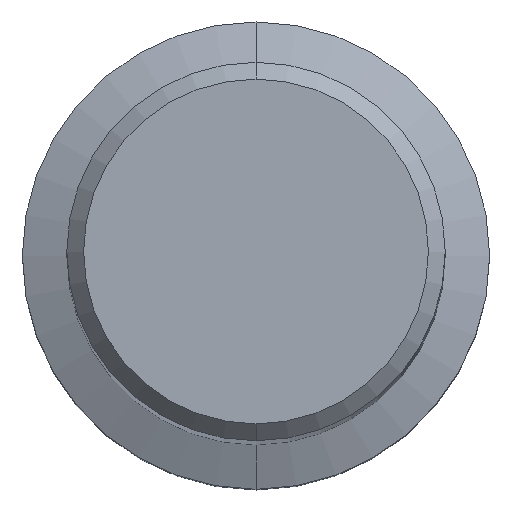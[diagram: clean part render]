
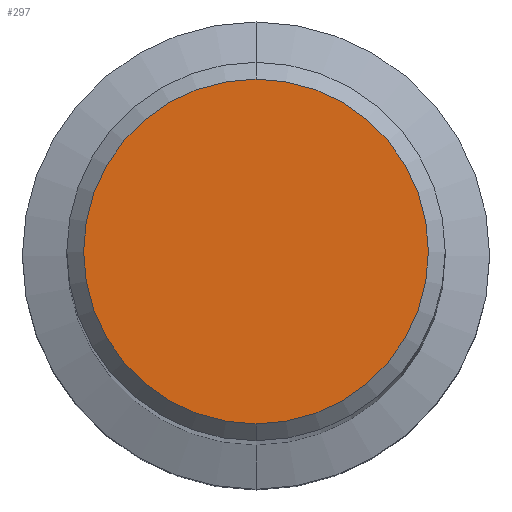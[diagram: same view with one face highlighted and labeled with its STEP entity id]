
A CAD part, top view. The second image highlights one B-rep face of the part: STEP entity #297.
In plain terms, the highlighted planar face has unit normal (0, 0, 1).
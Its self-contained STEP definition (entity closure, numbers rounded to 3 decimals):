
#297=ADVANCED_FACE('',(#664),#665,.T.);
#399=VERTEX_POINT('',#771);
#413=EDGE_CURVE('',#399,#439,#785,.T.);
#439=VERTEX_POINT('',#813);
#511=EDGE_CURVE('',#439,#399,#899,.T.);
#664=FACE_OUTER_BOUND('',#1159,.T.);
#665=PLANE('',#1160);
#771=CARTESIAN_POINT('',(0.,-8.2,0.0));
#785=CIRCLE('',#1423,8.2);
#813=CARTESIAN_POINT('',(0.0,8.2,0.0));
#899=CIRCLE('',#1666,8.2);
#1159=EDGE_LOOP('',(#1858,#1859));
#1160=AXIS2_PLACEMENT_3D('',#1860,#1861,#1862);
#1423=AXIS2_PLACEMENT_3D('',#1947,#1948,#1949);
#1666=AXIS2_PLACEMENT_3D('',#2091,#2092,#2093);
#1858=ORIENTED_EDGE('',*,*,#511,.F.);
#1859=ORIENTED_EDGE('',*,*,#413,.F.);
#1860=CARTESIAN_POINT('',(0.0,4.1,0.0));
#1861=DIRECTION('',(-0.0,0.0,1.0));
#1862=DIRECTION('',(0.0,-1.0,0.0));
#1947=CARTESIAN_POINT('',(0.0,0.0,0.0));
#1948=DIRECTION('',(0.0,0.0,-1.0));
#1949=DIRECTION('',(0.0,1.0,0.0));
#2091=CARTESIAN_POINT('',(0.0,0.0,0.0));
#2092=DIRECTION('',(0.0,0.0,-1.0));
#2093=DIRECTION('',(0.0,1.0,0.0));
